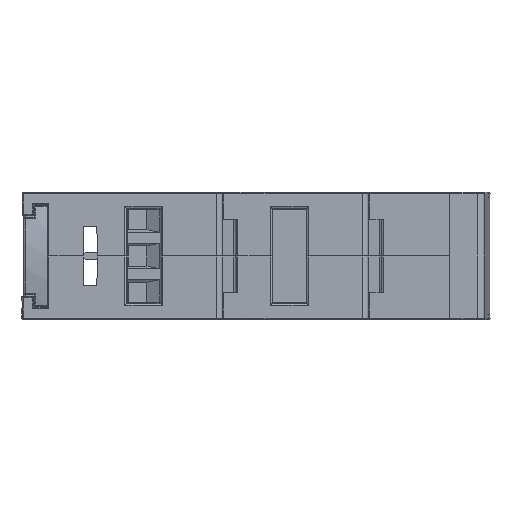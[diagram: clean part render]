
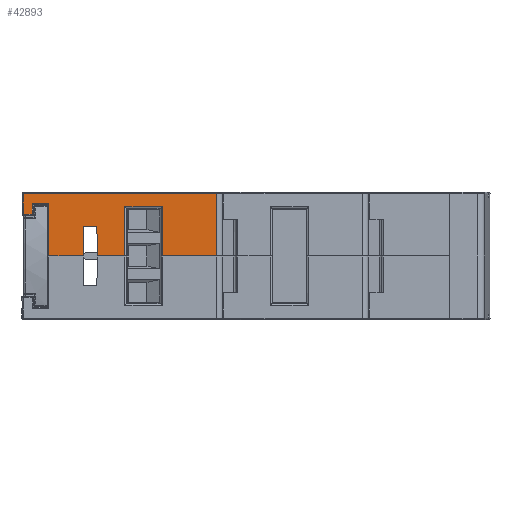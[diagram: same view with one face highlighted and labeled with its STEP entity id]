
A CAD part, front view. The second image highlights one B-rep face of the part: STEP entity #42893.
In plain terms, the highlighted planar face has unit normal (0, -1, 0).
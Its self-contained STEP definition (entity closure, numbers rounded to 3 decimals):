
#145 = DIRECTION ( 'NONE',  ( 0., 0., 1. ) ) ;
#752 = CARTESIAN_POINT ( 'NONE',  ( -54.385, -50.719, -0.725 ) ) ;
#922 = EDGE_CURVE ( 'NONE', #27606, #49960, #5094, .T. ) ;
#964 = CARTESIAN_POINT ( 'NONE',  ( -54.385, -50.719, 6.008 ) ) ;
#1477 = LINE ( 'NONE', #16032, #4110 ) ;
#1971 = LINE ( 'NONE', #12270, #37863 ) ;
#2042 = CARTESIAN_POINT ( 'NONE',  ( -58.259, -50.719, 7.874 ) ) ;
#2130 = DIRECTION ( 'NONE',  ( 0., 0., 1. ) ) ;
#2377 = CARTESIAN_POINT ( 'NONE',  ( -64.801, -50.719, -0.725 ) ) ;
#2460 = CARTESIAN_POINT ( 'NONE',  ( -41.001, -50.719, 3.275 ) ) ;
#3015 = DIRECTION ( 'NONE',  ( -1., 0., 0. ) ) ;
#3497 = VERTEX_POINT ( 'NONE', #7299 ) ;
#3772 = VECTOR ( 'NONE', #42752, 1000. ) ;
#4110 = VECTOR ( 'NONE', #7692, 1000. ) ;
#4352 = DIRECTION ( 'NONE',  ( 1., 0., 0. ) ) ;
#4423 = VERTEX_POINT ( 'NONE', #32050 ) ;
#4594 = VERTEX_POINT ( 'NONE', #16716 ) ;
#5094 = LINE ( 'NONE', #20236, #3772 ) ;
#5916 = VECTOR ( 'NONE', #30047, 1000. ) ;
#6400 = VERTEX_POINT ( 'NONE', #40264 ) ;
#6511 = DIRECTION ( 'NONE',  ( 1., 0., 0. ) ) ;
#6576 = ORIENTED_EDGE ( 'NONE', *, *, #43930, .T. ) ;
#6601 = EDGE_CURVE ( 'NONE', #15907, #53550, #25398, .T. ) ;
#6906 = DIRECTION ( 'NONE',  ( -1., 0., 0. ) ) ;
#6914 = VECTOR ( 'NONE', #24063, 1000. ) ;
#7056 = CARTESIAN_POINT ( 'NONE',  ( -41.001, -50.719, -0.725 ) ) ;
#7299 = CARTESIAN_POINT ( 'NONE',  ( -68.301, -50.719, 7.825 ) ) ;
#7692 = DIRECTION ( 'NONE',  ( 1., 0., 0. ) ) ;
#7700 = CARTESIAN_POINT ( 'NONE',  ( -41.001, -50.719, 6.008 ) ) ;
#8809 = LINE ( 'NONE', #2042, #37499 ) ;
#9017 = LINE ( 'NONE', #25205, #20121 ) ;
#9284 = CARTESIAN_POINT ( 'NONE',  ( -41.001, -50.719, 7.825 ) ) ;
#9719 = ORIENTED_EDGE ( 'NONE', *, *, #922, .F. ) ;
#10453 = CARTESIAN_POINT ( 'NONE',  ( -64.801, -50.719, 6.475 ) ) ;
#10679 = ORIENTED_EDGE ( 'NONE', *, *, #53394, .T. ) ;
#11120 = ORIENTED_EDGE ( 'NONE', *, *, #16348, .T. ) ;
#12225 = ORIENTED_EDGE ( 'NONE', *, *, #40409, .T. ) ;
#12270 = CARTESIAN_POINT ( 'NONE',  ( -41.801, -50.719, 8.025 ) ) ;
#13715 = LINE ( 'NONE', #41044, #45055 ) ;
#15057 = ORIENTED_EDGE ( 'NONE', *, *, #6601, .T. ) ;
#15907 = VERTEX_POINT ( 'NONE', #752 ) ;
#16032 = CARTESIAN_POINT ( 'NONE',  ( -41.001, -50.719, 4.975 ) ) ;
#16169 = CARTESIAN_POINT ( 'NONE',  ( -49.218, -50.719, 8.025 ) ) ;
#16270 = CARTESIAN_POINT ( 'NONE',  ( -68.301, -50.719, 4.975 ) ) ;
#16348 = EDGE_CURVE ( 'NONE', #21290, #51150, #39056, .T. ) ;
#16716 = CARTESIAN_POINT ( 'NONE',  ( -41.801, -50.719, 7.825 ) ) ;
#16961 = ORIENTED_EDGE ( 'NONE', *, *, #50018, .T. ) ;
#16990 = LINE ( 'NONE', #9284, #5916 ) ;
#17106 = VECTOR ( 'NONE', #6511, 1000. ) ;
#18184 = EDGE_CURVE ( 'NONE', #44184, #43698, #38175, .T. ) ;
#18646 = LINE ( 'NONE', #24430, #6914 ) ;
#19674 = EDGE_CURVE ( 'NONE', #46070, #38537, #51210, .T. ) ;
#19732 = LINE ( 'NONE', #7056, #17106 ) ;
#19876 = CARTESIAN_POINT ( 'NONE',  ( -58.184, -50.719, -0.725 ) ) ;
#20121 = VECTOR ( 'NONE', #29722, 1000. ) ;
#20236 = CARTESIAN_POINT ( 'NONE',  ( -60.041, -50.719, 8.191 ) ) ;
#20352 = VECTOR ( 'NONE', #3015, 1000. ) ;
#20970 = ORIENTED_EDGE ( 'NONE', *, *, #18184, .T. ) ;
#21216 = ORIENTED_EDGE ( 'NONE', *, *, #19674, .T. ) ;
#21290 = VERTEX_POINT ( 'NONE', #10453 ) ;
#22399 = EDGE_LOOP ( 'NONE', ( #38558, #10679, #38844, #16961, #6576, #21216, #12225, #11120, #31270, #9719, #49096, #28137, #35906, #15057, #43963, #20970 ) ) ;
#23145 = FACE_OUTER_BOUND ( 'NONE', #22399, .T. ) ;
#23392 = EDGE_CURVE ( 'NONE', #51150, #49960, #13715, .T. ) ;
#23888 = EDGE_CURVE ( 'NONE', #53550, #44184, #45655, .T. ) ;
#24037 = PLANE ( 'NONE',  #27031 ) ;
#24063 = DIRECTION ( 'NONE',  ( 0., 0., -1. ) ) ;
#24430 = CARTESIAN_POINT ( 'NONE',  ( -68.301, -50.719, 8.025 ) ) ;
#25137 = VECTOR ( 'NONE', #2130, 1000. ) ;
#25185 = CARTESIAN_POINT ( 'NONE',  ( -54.385, -50.719, 8.025 ) ) ;
#25205 = CARTESIAN_POINT ( 'NONE',  ( -41.001, -50.719, -0.725 ) ) ;
#25398 = LINE ( 'NONE', #25185, #52787 ) ;
#26847 = CARTESIAN_POINT ( 'NONE',  ( -67.101, -50.719, 6.475 ) ) ;
#27031 = AXIS2_PLACEMENT_3D ( 'NONE', #35860, #52447, #6906 ) ;
#27343 = VECTOR ( 'NONE', #4352, 1000. ) ;
#27606 = VERTEX_POINT ( 'NONE', #44440 ) ;
#28137 = ORIENTED_EDGE ( 'NONE', *, *, #29618, .F. ) ;
#28232 = CARTESIAN_POINT ( 'NONE',  ( -60.119, -50.719, -0.725 ) ) ;
#29618 = EDGE_CURVE ( 'NONE', #49908, #4423, #8809, .T. ) ;
#29722 = DIRECTION ( 'NONE',  ( 1., 0., 0. ) ) ;
#30047 = DIRECTION ( 'NONE',  ( -1., 0., 0. ) ) ;
#31270 = ORIENTED_EDGE ( 'NONE', *, *, #23392, .T. ) ;
#32050 = CARTESIAN_POINT ( 'NONE',  ( -58.219, -50.719, 3.275 ) ) ;
#32283 = CARTESIAN_POINT ( 'NONE',  ( -64.801, -50.719, 8.025 ) ) ;
#32630 = DIRECTION ( 'NONE',  ( 0., 0., -1. ) ) ;
#34360 = EDGE_CURVE ( 'NONE', #4423, #27606, #45109, .T. ) ;
#34374 = EDGE_CURVE ( 'NONE', #43698, #6400, #19732, .T. ) ;
#34582 = VECTOR ( 'NONE', #36853, 1000. ) ;
#35636 = EDGE_CURVE ( 'NONE', #4594, #3497, #16990, .T. ) ;
#35860 = CARTESIAN_POINT ( 'NONE',  ( -41.001, -50.719, 8.025 ) ) ;
#35906 = ORIENTED_EDGE ( 'NONE', *, *, #47497, .T. ) ;
#36853 = DIRECTION ( 'NONE',  ( 1., 0., 0. ) ) ;
#37260 = DIRECTION ( 'NONE',  ( 0., 0., 1. ) ) ;
#37343 = CARTESIAN_POINT ( 'NONE',  ( -41.001, -50.719, 6.475 ) ) ;
#37499 = VECTOR ( 'NONE', #44852, 1000. ) ;
#37863 = VECTOR ( 'NONE', #37260, 1000. ) ;
#38175 = LINE ( 'NONE', #16169, #48663 ) ;
#38375 = LINE ( 'NONE', #37343, #27343 ) ;
#38537 = VERTEX_POINT ( 'NONE', #26847 ) ;
#38558 = ORIENTED_EDGE ( 'NONE', *, *, #34374, .T. ) ;
#38844 = ORIENTED_EDGE ( 'NONE', *, *, #35636, .T. ) ;
#39056 = LINE ( 'NONE', #32283, #49537 ) ;
#39088 = CARTESIAN_POINT ( 'NONE',  ( -49.218, -50.719, 6.008 ) ) ;
#40264 = CARTESIAN_POINT ( 'NONE',  ( -41.801, -50.719, -0.725 ) ) ;
#40409 = EDGE_CURVE ( 'NONE', #38537, #21290, #38375, .T. ) ;
#41044 = CARTESIAN_POINT ( 'NONE',  ( -41.001, -50.719, -0.725 ) ) ;
#42752 = DIRECTION ( 'NONE',  ( -0.009, 0., -1. ) ) ;
#42893 = ADVANCED_FACE ( 'NONE', ( #23145 ), #24037, .F. ) ;
#43698 = VERTEX_POINT ( 'NONE', #50369 ) ;
#43930 = EDGE_CURVE ( 'NONE', #44506, #46070, #1477, .T. ) ;
#43963 = ORIENTED_EDGE ( 'NONE', *, *, #23888, .T. ) ;
#44184 = VERTEX_POINT ( 'NONE', #39088 ) ;
#44440 = CARTESIAN_POINT ( 'NONE',  ( -60.084, -50.719, 3.275 ) ) ;
#44506 = VERTEX_POINT ( 'NONE', #16270 ) ;
#44852 = DIRECTION ( 'NONE',  ( -0.009, 0., 1. ) ) ;
#45055 = VECTOR ( 'NONE', #45439, 1000. ) ;
#45109 = LINE ( 'NONE', #2460, #20352 ) ;
#45332 = DIRECTION ( 'NONE',  ( 0., 0., -1. ) ) ;
#45439 = DIRECTION ( 'NONE',  ( 1., 0., 0. ) ) ;
#45655 = LINE ( 'NONE', #7700, #34582 ) ;
#46070 = VERTEX_POINT ( 'NONE', #51835 ) ;
#47497 = EDGE_CURVE ( 'NONE', #49908, #15907, #9017, .T. ) ;
#48088 = CARTESIAN_POINT ( 'NONE',  ( -67.101, -50.719, 8.025 ) ) ;
#48663 = VECTOR ( 'NONE', #45332, 1000. ) ;
#49096 = ORIENTED_EDGE ( 'NONE', *, *, #34360, .F. ) ;
#49537 = VECTOR ( 'NONE', #32630, 1000. ) ;
#49908 = VERTEX_POINT ( 'NONE', #19876 ) ;
#49960 = VERTEX_POINT ( 'NONE', #28232 ) ;
#50018 = EDGE_CURVE ( 'NONE', #3497, #44506, #18646, .T. ) ;
#50369 = CARTESIAN_POINT ( 'NONE',  ( -49.218, -50.719, -0.725 ) ) ;
#51150 = VERTEX_POINT ( 'NONE', #2377 ) ;
#51210 = LINE ( 'NONE', #48088, #25137 ) ;
#51835 = CARTESIAN_POINT ( 'NONE',  ( -67.101, -50.719, 4.975 ) ) ;
#52447 = DIRECTION ( 'NONE',  ( 0., 1., 0. ) ) ;
#52787 = VECTOR ( 'NONE', #145, 1000. ) ;
#53394 = EDGE_CURVE ( 'NONE', #6400, #4594, #1971, .T. ) ;
#53550 = VERTEX_POINT ( 'NONE', #964 ) ;
